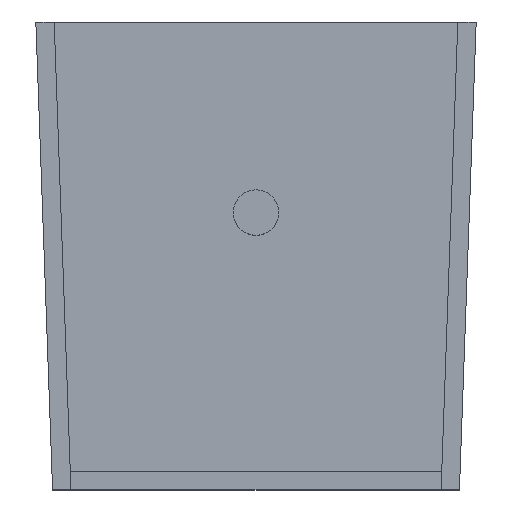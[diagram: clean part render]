
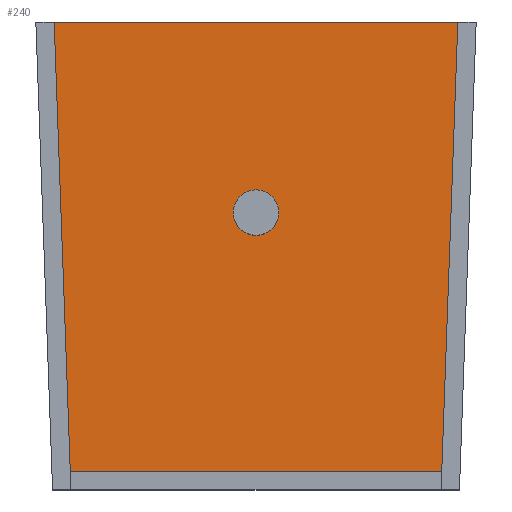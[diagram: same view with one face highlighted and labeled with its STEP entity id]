
A CAD part, top view. The second image highlights one B-rep face of the part: STEP entity #240.
In plain terms, the highlighted planar face has unit normal (0, 0, 1).
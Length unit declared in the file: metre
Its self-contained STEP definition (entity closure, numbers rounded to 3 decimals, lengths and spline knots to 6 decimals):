
#13=CIRCLE('',#268,0.00248);
#29=ORIENTED_EDGE('',*,*,#84,.F.);
#30=ORIENTED_EDGE('',*,*,#89,.F.);
#31=ORIENTED_EDGE('',*,*,#92,.F.);
#32=ORIENTED_EDGE('',*,*,#93,.F.);
#33=ORIENTED_EDGE('',*,*,#94,.F.);
#84=EDGE_CURVE('',#116,#112,#138,.T.);
#89=EDGE_CURVE('',#121,#116,#143,.T.);
#92=EDGE_CURVE('',#123,#121,#146,.T.);
#93=EDGE_CURVE('',#112,#123,#147,.T.);
#94=EDGE_CURVE('',#124,#124,#13,.T.);
#112=VERTEX_POINT('',#349);
#116=VERTEX_POINT('',#357);
#121=VERTEX_POINT('',#368);
#123=VERTEX_POINT('',#375);
#124=VERTEX_POINT('',#378);
#138=LINE('',#358,#168);
#143=LINE('',#369,#173);
#146=LINE('',#374,#176);
#147=LINE('',#376,#177);
#168=VECTOR('',#290,1.);
#173=VECTOR('',#297,1.);
#176=VECTOR('',#302,1.);
#177=VECTOR('',#303,1.);
#195=EDGE_LOOP('',(#29,#30,#31,#32));
#196=EDGE_LOOP('',(#33));
#211=FACE_BOUND('',#195,.T.);
#212=FACE_BOUND('',#196,.T.);
#227=PLANE('',#267);
#240=ADVANCED_FACE('',(#211,#212),#227,.T.);
#267=AXIS2_PLACEMENT_3D('',#373,#300,#301);
#268=AXIS2_PLACEMENT_3D('',#377,#304,#305);
#290=DIRECTION('',(-0.036,-0.999,0.));
#297=DIRECTION('',(1.,0.,0.));
#300=DIRECTION('',(0.,0.,1.));
#301=DIRECTION('',(1.,0.,0.));
#302=DIRECTION('',(-0.036,0.999,0.));
#303=DIRECTION('',(-1.,0.,0.));
#304=DIRECTION('',(0.,0.,1.));
#305=DIRECTION('',(1.,0.,0.));
#349=CARTESIAN_POINT('',(0.02025,-0.049,0.002));
#357=CARTESIAN_POINT('',(0.022,0.,0.002));
#358=CARTESIAN_POINT('',(0.021018,-0.0275,0.002));
#368=CARTESIAN_POINT('',(-0.022,0.,0.002));
#369=CARTESIAN_POINT('',(-0.021,0.,0.002));
#373=CARTESIAN_POINT('',(0.,-0.024,0.002));
#374=CARTESIAN_POINT('',(-0.021018,-0.0275,0.002));
#375=CARTESIAN_POINT('',(-0.02025,-0.049,0.002));
#376=CARTESIAN_POINT('',(0.,-0.049,0.002));
#377=CARTESIAN_POINT('',(0.,-0.02077,0.002));
#378=CARTESIAN_POINT('',(0.00248,-0.02077,0.002));
